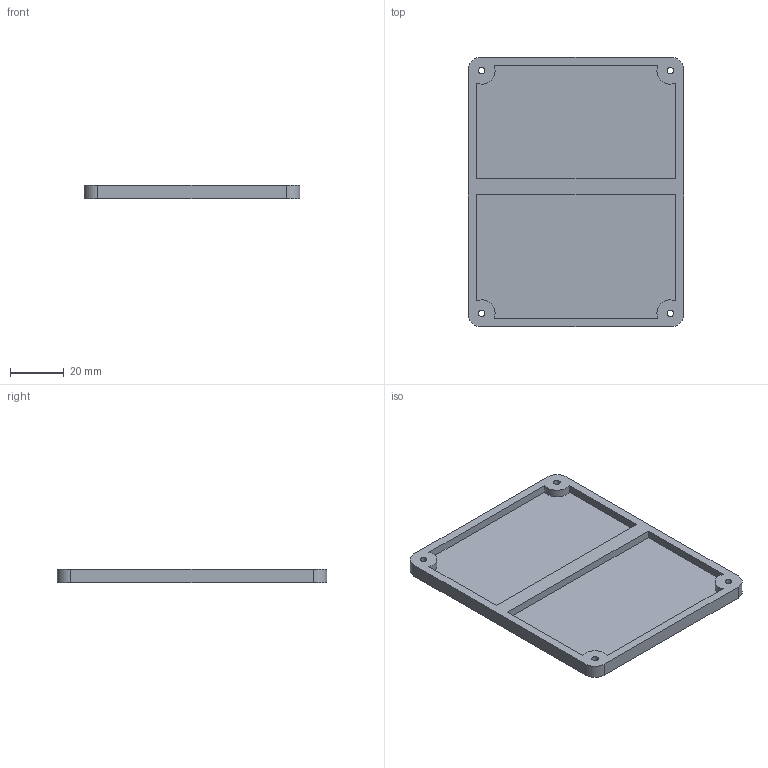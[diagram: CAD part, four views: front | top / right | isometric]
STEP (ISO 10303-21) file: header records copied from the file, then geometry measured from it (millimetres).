
FILE_DESCRIPTION(('CATIA V5 STEP Exchange'),'2;1');
FILE_NAME('plastika podguzac.stp','2025-04-07T21:57:54+00:00',('none'),('none'),'CATIA Version 5 Release 21 GA (IN-10)','CATIA V5 STEP AP203','none');
FILE_SCHEMA(('CONFIG_CONTROL_DESIGN'));
Length unit declared in the file: millimetre
Products named in the file (1): Part1
Bounding box: 80 x 100 x 5 mm (x, y, z)
Volume: 20941.4 mm3; surface area: 19222.8 mm2
Topology: 1 solids, 1 shells, 32 faces, 84 edges, 56 vertices
Faces by surface type: cylinder 16, plane 16
Entity records: 991 total; most frequent: ORIENTED_EDGE 168, CARTESIAN_POINT 166, DIRECTION 134, EDGE_CURVE 84, AXIS2_PLACEMENT_3D 58, VERTEX_POINT 56, VECTOR 52, LINE 52
